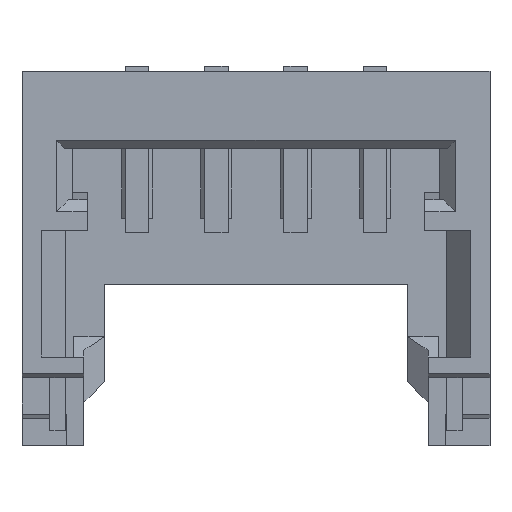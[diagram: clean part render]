
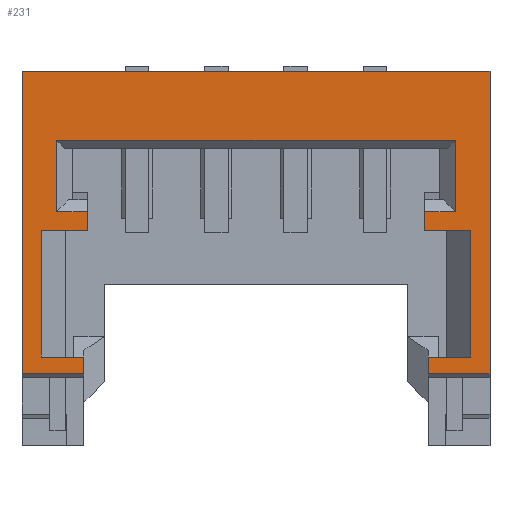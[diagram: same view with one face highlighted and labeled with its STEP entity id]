
A CAD part, top view. The second image highlights one B-rep face of the part: STEP entity #231.
In plain terms, the highlighted planar face has unit normal (0, 0, 1).
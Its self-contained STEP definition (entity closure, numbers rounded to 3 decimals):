
#53=FACE_OUTER_BOUND('',#590,.T.);
#231=ADVANCED_FACE('',(#53),#410,.T.);
#410=PLANE('',#3694);
#590=EDGE_LOOP('',(#872,#873,#874,#875,#876,#877,#878,#879,#880,#881,#882,
#883,#884,#885,#886,#887,#888,#889,#890,#891));
#872=ORIENTED_EDGE('',*,*,#2247,.T.);
#873=ORIENTED_EDGE('',*,*,#2248,.T.);
#874=ORIENTED_EDGE('',*,*,#2249,.F.);
#875=ORIENTED_EDGE('',*,*,#2250,.F.);
#876=ORIENTED_EDGE('',*,*,#2251,.F.);
#877=ORIENTED_EDGE('',*,*,#2252,.F.);
#878=ORIENTED_EDGE('',*,*,#2253,.F.);
#879=ORIENTED_EDGE('',*,*,#2254,.T.);
#880=ORIENTED_EDGE('',*,*,#2255,.T.);
#881=ORIENTED_EDGE('',*,*,#2256,.T.);
#882=ORIENTED_EDGE('',*,*,#2257,.T.);
#883=ORIENTED_EDGE('',*,*,#2258,.F.);
#884=ORIENTED_EDGE('',*,*,#2259,.F.);
#885=ORIENTED_EDGE('',*,*,#2260,.F.);
#886=ORIENTED_EDGE('',*,*,#2261,.F.);
#887=ORIENTED_EDGE('',*,*,#2262,.F.);
#888=ORIENTED_EDGE('',*,*,#2263,.F.);
#889=ORIENTED_EDGE('',*,*,#2264,.T.);
#890=ORIENTED_EDGE('',*,*,#2265,.T.);
#891=ORIENTED_EDGE('',*,*,#2266,.T.);
#1896=VERTEX_POINT('',#4969);
#1897=VERTEX_POINT('',#4970);
#1898=VERTEX_POINT('',#4972);
#1899=VERTEX_POINT('',#4974);
#1900=VERTEX_POINT('',#4976);
#1901=VERTEX_POINT('',#4978);
#1902=VERTEX_POINT('',#4980);
#1903=VERTEX_POINT('',#4982);
#1904=VERTEX_POINT('',#4984);
#1905=VERTEX_POINT('',#4986);
#1906=VERTEX_POINT('',#4988);
#1907=VERTEX_POINT('',#4990);
#1908=VERTEX_POINT('',#4992);
#1909=VERTEX_POINT('',#4994);
#1910=VERTEX_POINT('',#4996);
#1911=VERTEX_POINT('',#4998);
#1912=VERTEX_POINT('',#5000);
#1913=VERTEX_POINT('',#5002);
#1914=VERTEX_POINT('',#5004);
#1915=VERTEX_POINT('',#5006);
#2247=EDGE_CURVE('',#1896,#1897,#2766,.T.);
#2248=EDGE_CURVE('',#1897,#1898,#2767,.T.);
#2249=EDGE_CURVE('',#1899,#1898,#2768,.T.);
#2250=EDGE_CURVE('',#1900,#1899,#2769,.T.);
#2251=EDGE_CURVE('',#1901,#1900,#2770,.T.);
#2252=EDGE_CURVE('',#1902,#1901,#2771,.T.);
#2253=EDGE_CURVE('',#1903,#1902,#2772,.T.);
#2254=EDGE_CURVE('',#1903,#1904,#2773,.T.);
#2255=EDGE_CURVE('',#1904,#1905,#2774,.T.);
#2256=EDGE_CURVE('',#1905,#1906,#2775,.T.);
#2257=EDGE_CURVE('',#1906,#1907,#2776,.T.);
#2258=EDGE_CURVE('',#1908,#1907,#2777,.T.);
#2259=EDGE_CURVE('',#1909,#1908,#2778,.T.);
#2260=EDGE_CURVE('',#1910,#1909,#2779,.T.);
#2261=EDGE_CURVE('',#1911,#1910,#2780,.T.);
#2262=EDGE_CURVE('',#1912,#1911,#2781,.T.);
#2263=EDGE_CURVE('',#1913,#1912,#2782,.T.);
#2264=EDGE_CURVE('',#1913,#1914,#2783,.T.);
#2265=EDGE_CURVE('',#1914,#1915,#2784,.T.);
#2266=EDGE_CURVE('',#1915,#1896,#2785,.T.);
#2766=LINE('',#4968,#3277);
#2767=LINE('',#4971,#3278);
#2768=LINE('',#4973,#3279);
#2769=LINE('',#4975,#3280);
#2770=LINE('',#4977,#3281);
#2771=LINE('',#4979,#3282);
#2772=LINE('',#4981,#3283);
#2773=LINE('',#4983,#3284);
#2774=LINE('',#4985,#3285);
#2775=LINE('',#4987,#3286);
#2776=LINE('',#4989,#3287);
#2777=LINE('',#4991,#3288);
#2778=LINE('',#4993,#3289);
#2779=LINE('',#4995,#3290);
#2780=LINE('',#4997,#3291);
#2781=LINE('',#4999,#3292);
#2782=LINE('',#5001,#3293);
#2783=LINE('',#5003,#3294);
#2784=LINE('',#5005,#3295);
#2785=LINE('',#5007,#3296);
#3277=VECTOR('',#3994,1.);
#3278=VECTOR('',#3995,1.);
#3279=VECTOR('',#3996,1.);
#3280=VECTOR('',#3997,1.);
#3281=VECTOR('',#3998,1.);
#3282=VECTOR('',#3999,1.);
#3283=VECTOR('',#4000,1.);
#3284=VECTOR('',#4001,1.);
#3285=VECTOR('',#4002,1.);
#3286=VECTOR('',#4003,1.);
#3287=VECTOR('',#4004,1.);
#3288=VECTOR('',#4005,1.);
#3289=VECTOR('',#4006,1.);
#3290=VECTOR('',#4007,1.);
#3291=VECTOR('',#4008,1.);
#3292=VECTOR('',#4009,1.);
#3293=VECTOR('',#4010,1.);
#3294=VECTOR('',#4011,1.);
#3295=VECTOR('',#4012,1.);
#3296=VECTOR('',#4013,1.);
#3694=AXIS2_PLACEMENT_3D('',#5008,#4014,#4015);
#3994=DIRECTION('',(0.,-1.,0.));
#3995=DIRECTION('',(-1.,0.,0.));
#3996=DIRECTION('',(0.,1.,0.));
#3997=DIRECTION('',(-1.,0.,0.));
#3998=DIRECTION('',(0.,1.,0.));
#3999=DIRECTION('',(1.,0.,0.));
#4000=DIRECTION('',(0.,1.,0.));
#4001=DIRECTION('',(1.,0.,0.));
#4002=DIRECTION('',(0.,1.,0.));
#4003=DIRECTION('',(-1.,0.,0.));
#4004=DIRECTION('',(0.,-1.,0.));
#4005=DIRECTION('',(-1.,0.,0.));
#4006=DIRECTION('',(0.,-1.,0.));
#4007=DIRECTION('',(1.,0.,0.));
#4008=DIRECTION('',(0.,-1.,0.));
#4009=DIRECTION('',(-1.,0.,0.));
#4010=DIRECTION('',(0.,-1.,0.));
#4011=DIRECTION('',(-1.,0.,0.));
#4012=DIRECTION('',(0.,1.,0.));
#4013=DIRECTION('',(1.,0.,0.));
#4014=DIRECTION('',(0.,0.,1.));
#4015=DIRECTION('',(1.,0.,0.));
#4968=CARTESIAN_POINT('',(1.015,0.,1.18));
#4969=CARTESIAN_POINT('',(1.015,3.8,1.18));
#4970=CARTESIAN_POINT('',(1.015,2.9,1.18));
#4971=CARTESIAN_POINT('',(0.,2.9,1.18));
#4972=CARTESIAN_POINT('',(0.625,2.9,1.18));
#4973=CARTESIAN_POINT('',(0.625,3.15,1.18));
#4974=CARTESIAN_POINT('',(0.625,2.67,1.18));
#4975=CARTESIAN_POINT('',(0.625,2.67,1.18));
#4976=CARTESIAN_POINT('',(1.205,2.67,1.18));
#4977=CARTESIAN_POINT('',(1.205,2.67,1.18));
#4978=CARTESIAN_POINT('',(1.205,1.07,1.18));
#4979=CARTESIAN_POINT('',(1.205,1.07,1.18));
#4980=CARTESIAN_POINT('',(0.67,1.07,1.18));
#4981=CARTESIAN_POINT('',(0.67,-0.05,1.18));
#4982=CARTESIAN_POINT('',(0.67,0.86,1.18));
#4983=CARTESIAN_POINT('',(0.885,0.86,1.18));
#4984=CARTESIAN_POINT('',(1.45,0.86,1.18));
#4985=CARTESIAN_POINT('',(1.45,-0.05,1.18));
#4986=CARTESIAN_POINT('',(1.45,4.67,1.18));
#4987=CARTESIAN_POINT('',(1.45,4.67,1.18));
#4988=CARTESIAN_POINT('',(-4.45,4.67,1.18));
#4989=CARTESIAN_POINT('',(-4.45,4.67,1.18));
#4990=CARTESIAN_POINT('',(-4.45,0.86,1.18));
#4991=CARTESIAN_POINT('',(-3.885,0.86,1.18));
#4992=CARTESIAN_POINT('',(-3.67,0.86,1.18));
#4993=CARTESIAN_POINT('',(-3.67,1.07,1.18));
#4994=CARTESIAN_POINT('',(-3.67,1.07,1.18));
#4995=CARTESIAN_POINT('',(-3.41,1.07,1.18));
#4996=CARTESIAN_POINT('',(-4.205,1.07,1.18));
#4997=CARTESIAN_POINT('',(-4.205,1.07,1.18));
#4998=CARTESIAN_POINT('',(-4.205,2.67,1.18));
#4999=CARTESIAN_POINT('',(-4.205,2.67,1.18));
#5000=CARTESIAN_POINT('',(-3.625,2.67,1.18));
#5001=CARTESIAN_POINT('',(-3.625,2.67,1.18));
#5002=CARTESIAN_POINT('',(-3.625,2.9,1.18));
#5003=CARTESIAN_POINT('',(0.,2.9,1.18));
#5004=CARTESIAN_POINT('',(-4.015,2.9,1.18));
#5005=CARTESIAN_POINT('',(-4.015,0.,1.18));
#5006=CARTESIAN_POINT('',(-4.015,3.8,1.18));
#5007=CARTESIAN_POINT('',(0.,3.8,1.18));
#5008=CARTESIAN_POINT('',(0.,0.,1.18));
